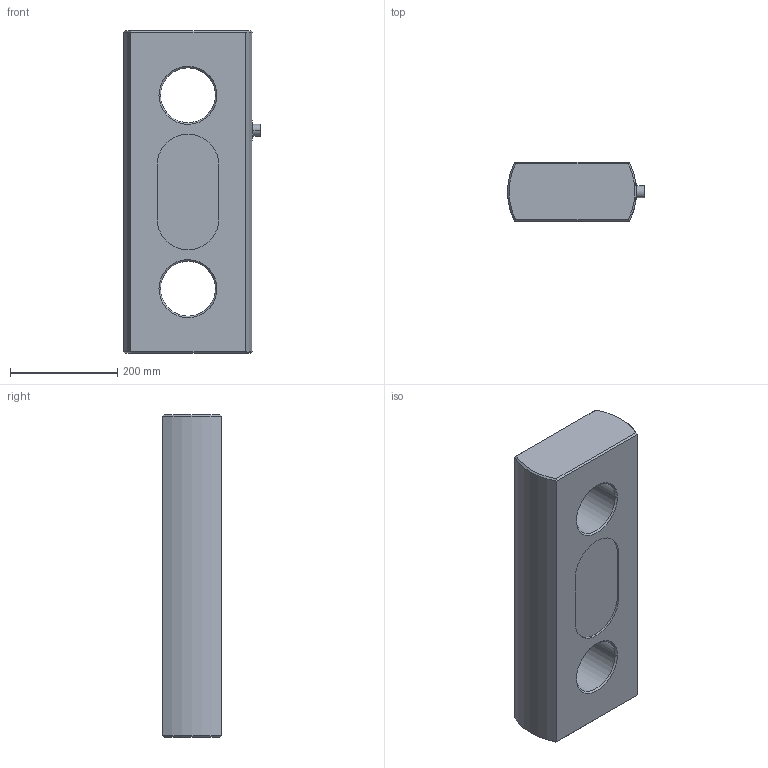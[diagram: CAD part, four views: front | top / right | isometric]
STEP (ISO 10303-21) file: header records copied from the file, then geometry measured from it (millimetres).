
FILE_DESCRIPTION(('STEP AP214'),'1');
FILE_NAME('TBT 250000 kg.stp','2018-01-12T15:02:42',(' '),(' '),'Spatial InterOp 3D',' ',' ');
FILE_SCHEMA(('AUTOMOTIVE_DESIGN { 1 0 10303 214 1 1 1 1 }'));
Length unit declared in the file: metre
Products named in the file (3): TBT 250000 kg; corpo; connettore
Assembly tree (2 placements, depth 2):
  TBT 250000 kg
    corpo
    connettore
Bounding box: 255 x 110 x 600 mm (x, y, z)
Volume: 13282985.8 mm3; surface area: 487332.1 mm2
Topology: 2 solids, 2 shells, 105 faces, 238 edges, 146 vertices
Faces by surface type: cylinder 50, plane 27, cone 20, bspline 6, torus 2
Entity records: 4904 total; most frequent: CARTESIAN_POINT 1606, DIRECTION 520, ORIENTED_EDGE 460, EDGE_CURVE 230, AXIS2_PLACEMENT_3D 208, VERTEX_POINT 146, EDGE_LOOP 134, STYLED_ITEM 107
